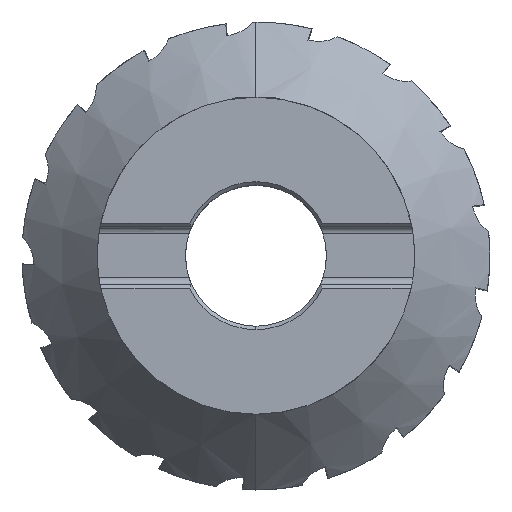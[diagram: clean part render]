
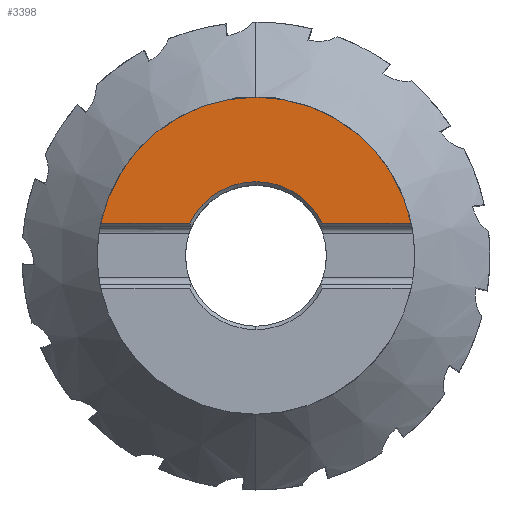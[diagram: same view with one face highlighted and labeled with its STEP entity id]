
A CAD part, top view. The second image highlights one B-rep face of the part: STEP entity #3398.
In plain terms, the highlighted planar face has unit normal (0, 0, 1).
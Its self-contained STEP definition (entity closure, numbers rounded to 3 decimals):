
#2104=EDGE_CURVE('',#2976,#4688,#5491,.T.);
#2390=EDGE_CURVE('',#3446,#3310,#5797,.T.);
#2976=VERTEX_POINT('',#6438);
#2996=EDGE_CURVE('',#3344,#4688,#6460,.T.);
#3310=VERTEX_POINT('',#6805);
#3344=VERTEX_POINT('',#6843);
#3398=ADVANCED_FACE('',(#6904),#6905,.T.);
#3446=VERTEX_POINT('',#6954);
#3452=EDGE_CURVE('',#4694,#3446,#6960,.T.);
#3506=EDGE_CURVE('',#4694,#2976,#7015,.T.);
#4158=EDGE_CURVE('',#3310,#3344,#7731,.T.);
#4688=VERTEX_POINT('',#8292);
#4694=VERTEX_POINT('',#8298);
#5491=CIRCLE('',#9682,45.0);
#5797=CIRCLE('',#10377,21.0);
#6438=CARTESIAN_POINT('',(0.,45.0,0.0));
#6460=LINE('',#11735,#11736);
#6805=CARTESIAN_POINT('',(0.,21.0,0.0));
#6843=CARTESIAN_POINT('',(18.877,9.2,0.));
#6904=FACE_OUTER_BOUND('',#12598,.T.);
#6905=PLANE('',#12599);
#6954=CARTESIAN_POINT('',(-18.877,9.2,0.));
#6960=LINE('',#12732,#12733);
#7015=CIRCLE('',#12837,45.0);
#7731=CIRCLE('',#14261,21.0);
#8292=CARTESIAN_POINT('',(44.05,9.2,0.0));
#8298=CARTESIAN_POINT('',(-44.05,9.2,0.0));
#9682=AXIS2_PLACEMENT_3D('',#16678,#16679,#16680);
#10377=AXIS2_PLACEMENT_3D('',#16960,#16961,#16962);
#11735=CARTESIAN_POINT('',(22.5,9.2,0.0));
#11736=VECTOR('',#17766,1.0);
#12598=EDGE_LOOP('',(#18268,#18269,#18270,#18271,#18272,#18273));
#12599=AXIS2_PLACEMENT_3D('',#18274,#18275,#18276);
#12732=CARTESIAN_POINT('',(22.5,9.2,0.0));
#12733=VECTOR('',#18303,1.0);
#12837=AXIS2_PLACEMENT_3D('',#18339,#18340,#18341);
#14261=AXIS2_PLACEMENT_3D('',#19193,#19194,#19195);
#16678=CARTESIAN_POINT('',(0.0,0.0,0.0));
#16679=DIRECTION('',(0.0,0.0,-1.0));
#16680=DIRECTION('',(0.0,1.0,0.0));
#16960=CARTESIAN_POINT('',(0.0,0.0,0.0));
#16961=DIRECTION('',(-0.0,0.0,-1.0));
#16962=DIRECTION('',(0.0,1.0,0.0));
#17766=DIRECTION('',(1.0,0.0,0.0));
#18268=ORIENTED_EDGE('',*,*,#3452,.T.);
#18269=ORIENTED_EDGE('',*,*,#2390,.T.);
#18270=ORIENTED_EDGE('',*,*,#4158,.T.);
#18271=ORIENTED_EDGE('',*,*,#2996,.T.);
#18272=ORIENTED_EDGE('',*,*,#2104,.F.);
#18273=ORIENTED_EDGE('',*,*,#3506,.F.);
#18274=CARTESIAN_POINT('',(0.0,22.5,0.0));
#18275=DIRECTION('',(-0.0,0.0,1.0));
#18276=DIRECTION('',(0.0,-1.0,0.0));
#18303=DIRECTION('',(1.0,0.0,0.0));
#18339=CARTESIAN_POINT('',(0.0,0.0,0.0));
#18340=DIRECTION('',(0.0,0.0,-1.0));
#18341=DIRECTION('',(0.0,1.0,0.0));
#19193=CARTESIAN_POINT('',(0.0,0.0,0.0));
#19194=DIRECTION('',(-0.0,0.0,-1.0));
#19195=DIRECTION('',(0.0,1.0,0.0));
